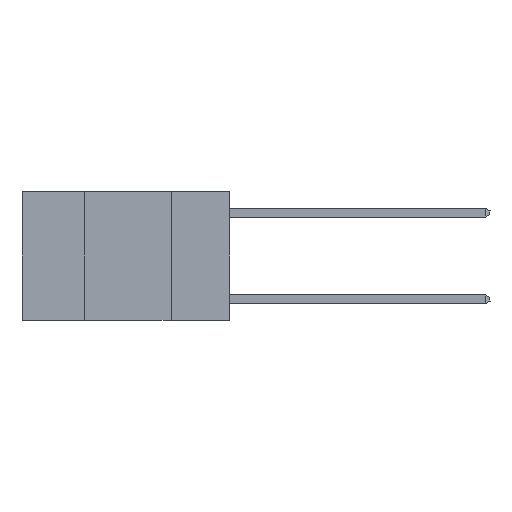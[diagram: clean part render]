
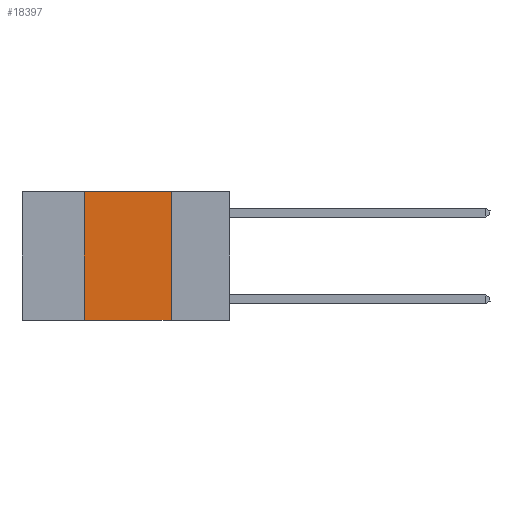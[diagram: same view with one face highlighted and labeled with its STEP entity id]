
A CAD part, left-side view. The second image highlights one B-rep face of the part: STEP entity #18397.
In plain terms, the highlighted planar face has unit normal (-1, 0, 0).
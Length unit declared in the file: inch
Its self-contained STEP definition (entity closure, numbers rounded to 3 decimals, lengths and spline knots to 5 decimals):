
#460 = AXIS2_PLACEMENT_3D ( 'NONE', #29964, #8045, #24863 ) ;
#802 = DIRECTION ( 'NONE',  ( 0., -1., 0. ) ) ;
#1719 = LINE ( 'NONE', #28626, #27657 ) ;
#2436 = EDGE_CURVE ( 'NONE', #8650, #2779, #11907, .T. ) ;
#2779 = VERTEX_POINT ( 'NONE', #25807 ) ;
#2803 = CARTESIAN_POINT ( 'NONE',  ( 0., 0.42, 0. ) ) ;
#5927 = ORIENTED_EDGE ( 'NONE', *, *, #26831, .T. ) ;
#5929 = CARTESIAN_POINT ( 'NONE',  ( 0., 0.42, 0. ) ) ;
#6611 = DIRECTION ( 'NONE',  ( 0., -1., 0. ) ) ;
#7734 = PLANE ( 'NONE',  #460 ) ;
#8044 = VECTOR ( 'NONE', #10336, 39.37008 ) ;
#8045 = DIRECTION ( 'NONE',  ( 1., 0., 0. ) ) ;
#8650 = VERTEX_POINT ( 'NONE', #5929 ) ;
#10336 = DIRECTION ( 'NONE',  ( 0., 0., 1. ) ) ;
#11907 = LINE ( 'NONE', #26804, #20098 ) ;
#16749 = ORIENTED_EDGE ( 'NONE', *, *, #2436, .F. ) ;
#18397 = ADVANCED_FACE ( 'NONE', ( #19178 ), #7734, .F. ) ;
#19178 = FACE_OUTER_BOUND ( 'NONE', #25633, .T. ) ;
#19362 = ORIENTED_EDGE ( 'NONE', *, *, #21572, .F. ) ;
#20098 = VECTOR ( 'NONE', #6611, 39.37008 ) ;
#21572 = EDGE_CURVE ( 'NONE', #2779, #25745, #1719, .T. ) ;
#22768 = CARTESIAN_POINT ( 'NONE',  ( 0., 0.6, -0.37 ) ) ;
#22833 = CARTESIAN_POINT ( 'NONE',  ( 0., 0.42, -0.37 ) ) ;
#24548 = VERTEX_POINT ( 'NONE', #22833 ) ;
#24863 = DIRECTION ( 'NONE',  ( 0., 0., -1. ) ) ;
#25633 = EDGE_LOOP ( 'NONE', ( #19362, #16749, #25990, #5927 ) ) ;
#25745 = VERTEX_POINT ( 'NONE', #27020 ) ;
#25807 = CARTESIAN_POINT ( 'NONE',  ( 0., 0.17, 0. ) ) ;
#25896 = VECTOR ( 'NONE', #802, 39.37008 ) ;
#25990 = ORIENTED_EDGE ( 'NONE', *, *, #27747, .F. ) ;
#26804 = CARTESIAN_POINT ( 'NONE',  ( 0., 0.6, 0. ) ) ;
#26831 = EDGE_CURVE ( 'NONE', #24548, #25745, #26947, .T. ) ;
#26947 = LINE ( 'NONE', #22768, #25896 ) ;
#27020 = CARTESIAN_POINT ( 'NONE',  ( 0., 0.17, -0.37 ) ) ;
#27657 = VECTOR ( 'NONE', #30863, 39.37008 ) ;
#27747 = EDGE_CURVE ( 'NONE', #24548, #8650, #30332, .T. ) ;
#28626 = CARTESIAN_POINT ( 'NONE',  ( 0., 0.17, 0. ) ) ;
#29964 = CARTESIAN_POINT ( 'NONE',  ( 0., 0.6, 0. ) ) ;
#30332 = LINE ( 'NONE', #2803, #8044 ) ;
#30863 = DIRECTION ( 'NONE',  ( 0., 0., -1. ) ) ;
